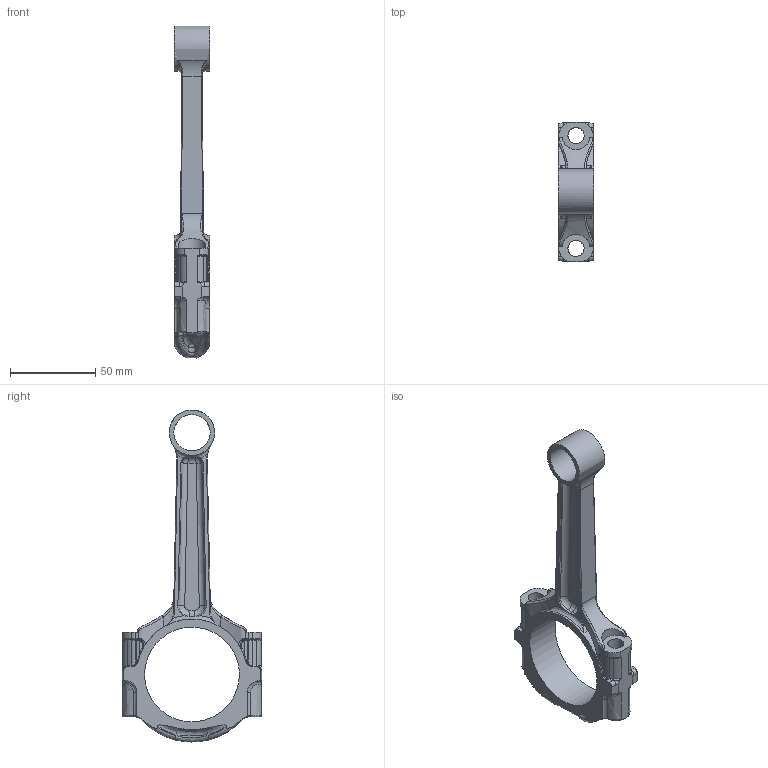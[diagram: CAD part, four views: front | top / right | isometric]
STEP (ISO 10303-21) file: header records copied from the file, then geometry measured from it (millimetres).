
FILE_DESCRIPTION(('FreeCAD Model'),'2;1');
FILE_NAME('Open CASCADE Shape Model','2025-05-04T19:19:11',('FreeCAD'),( 'FreeCAD'),'Open CASCADE STEP processor 7.6','FreeCAD','Unknown');
FILE_SCHEMA(('AUTOMOTIVE_DESIGN { 1 0 10303 214 1 1 1 1 }'));
Length unit declared in the file: millimetre
Products named in the file (1): Open CASCADE STEP translator 7.6 1
Bounding box: 21.09 x 81.74 x 195.16 mm (x, y, z)
Volume: 57057.7 mm3; surface area: 27806 mm2
Topology: 1 solids, 1 shells, 466 faces, 1159 edges, 686 vertices
Faces by surface type: bspline 466
Entity records: 21237 total; most frequent: CARTESIAN_POINT 14568, ORIENTED_EDGE 2298, EDGE_CURVE 1149, B_SPLINE_CURVE_WITH_KNOTS 763, VERTEX_POINT 686, FACE_BOUND 475, EDGE_LOOP 475, ADVANCED_FACE 466
